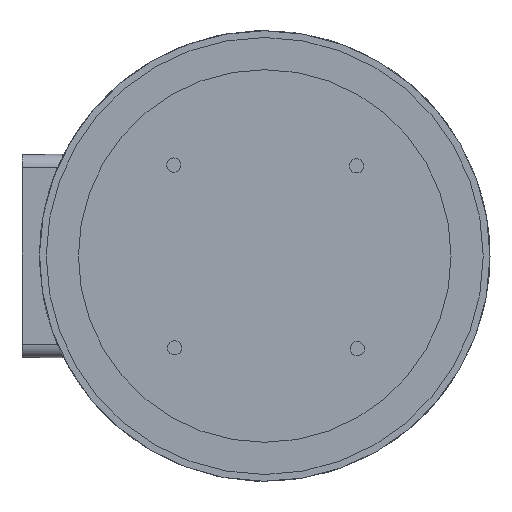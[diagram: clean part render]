
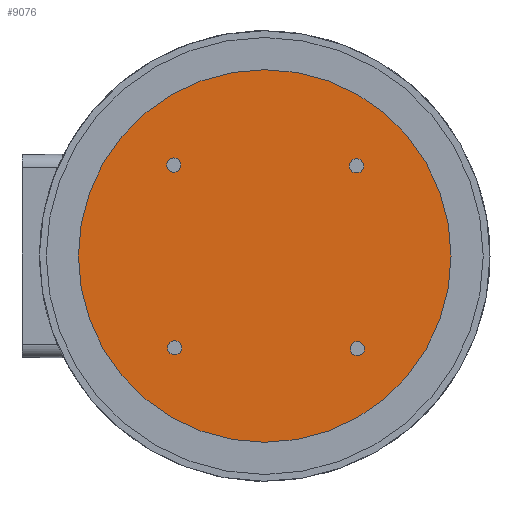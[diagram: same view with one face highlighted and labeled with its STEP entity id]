
A CAD part, left-side view. The second image highlights one B-rep face of the part: STEP entity #9076.
In plain terms, the highlighted planar face has unit normal (-1, 0, 0).
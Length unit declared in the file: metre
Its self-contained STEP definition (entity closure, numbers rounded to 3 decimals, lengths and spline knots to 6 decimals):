
#897=CIRCLE('',#9991,0.0021);
#899=CIRCLE('',#9994,0.0021);
#901=CIRCLE('',#9997,0.0021);
#903=CIRCLE('',#10000,0.0021);
#1330=CIRCLE('',#10479,0.055);
#2466=ORIENTED_EDGE('',*,*,#4746,.F.);
#2467=ORIENTED_EDGE('',*,*,#4744,.F.);
#2468=ORIENTED_EDGE('',*,*,#4750,.F.);
#2469=ORIENTED_EDGE('',*,*,#4748,.F.);
#2470=ORIENTED_EDGE('',*,*,#5239,.T.);
#4744=EDGE_CURVE('',#6192,#6192,#897,.T.);
#4746=EDGE_CURVE('',#6194,#6194,#899,.T.);
#4748=EDGE_CURVE('',#6196,#6196,#901,.T.);
#4750=EDGE_CURVE('',#6198,#6198,#903,.T.);
#5239=EDGE_CURVE('',#6644,#6644,#1330,.T.);
#6192=VERTEX_POINT('',#15327);
#6194=VERTEX_POINT('',#15332);
#6196=VERTEX_POINT('',#15337);
#6198=VERTEX_POINT('',#15342);
#6644=VERTEX_POINT('',#16329);
#7889=EDGE_LOOP('',(#2466));
#7890=EDGE_LOOP('',(#2467));
#7891=EDGE_LOOP('',(#2468));
#7892=EDGE_LOOP('',(#2469));
#7893=EDGE_LOOP('',(#2470));
#8463=FACE_BOUND('',#7889,.T.);
#8464=FACE_BOUND('',#7890,.T.);
#8465=FACE_BOUND('',#7891,.T.);
#8466=FACE_BOUND('',#7892,.T.);
#8467=FACE_BOUND('',#7893,.T.);
#8978=PLANE('',#10480);
#9076=ADVANCED_FACE('',(#8463,#8464,#8465,#8466,#8467),#8978,.T.);
#9991=AXIS2_PLACEMENT_3D('',#15326,#11903,#11904);
#9994=AXIS2_PLACEMENT_3D('',#15331,#11909,#11910);
#9997=AXIS2_PLACEMENT_3D('',#15336,#11915,#11916);
#10000=AXIS2_PLACEMENT_3D('',#15341,#11921,#11922);
#10479=AXIS2_PLACEMENT_3D('',#16328,#12941,#12942);
#10480=AXIS2_PLACEMENT_3D('',#16330,#12943,#12944);
#11903=DIRECTION('',(-1.,0.,0.));
#11904=DIRECTION('',(0.,0.,1.));
#11909=DIRECTION('',(-1.,0.,0.));
#11910=DIRECTION('',(0.,0.,1.));
#11915=DIRECTION('',(-1.,0.,0.));
#11916=DIRECTION('',(0.,0.,1.));
#11921=DIRECTION('',(-1.,0.,0.));
#11922=DIRECTION('',(0.,0.,1.));
#12941=DIRECTION('',(-1.,0.,0.));
#12942=DIRECTION('',(0.,0.,1.));
#12943=DIRECTION('',(-1.,0.,0.));
#12944=DIRECTION('',(0.,-1.,0.));
#15326=CARTESIAN_POINT('',(-0.0184,-0.098992,0.002658));
#15327=CARTESIAN_POINT('',(-0.0184,-0.098992,0.004758));
#15331=CARTESIAN_POINT('',(-0.0184,-0.098748,0.056615));
#15332=CARTESIAN_POINT('',(-0.0184,-0.098748,0.058715));
#15336=CARTESIAN_POINT('',(-0.0184,-0.044792,0.056858));
#15337=CARTESIAN_POINT('',(-0.0184,-0.044792,0.058958));
#15341=CARTESIAN_POINT('',(-0.0184,-0.045035,0.002902));
#15342=CARTESIAN_POINT('',(-0.0184,-0.045035,0.005002));
#16328=CARTESIAN_POINT('',(-0.0184,-0.07165,0.03));
#16329=CARTESIAN_POINT('',(-0.0184,-0.07165,0.085));
#16330=CARTESIAN_POINT('',(-0.0184,-0.07165,0.03));
